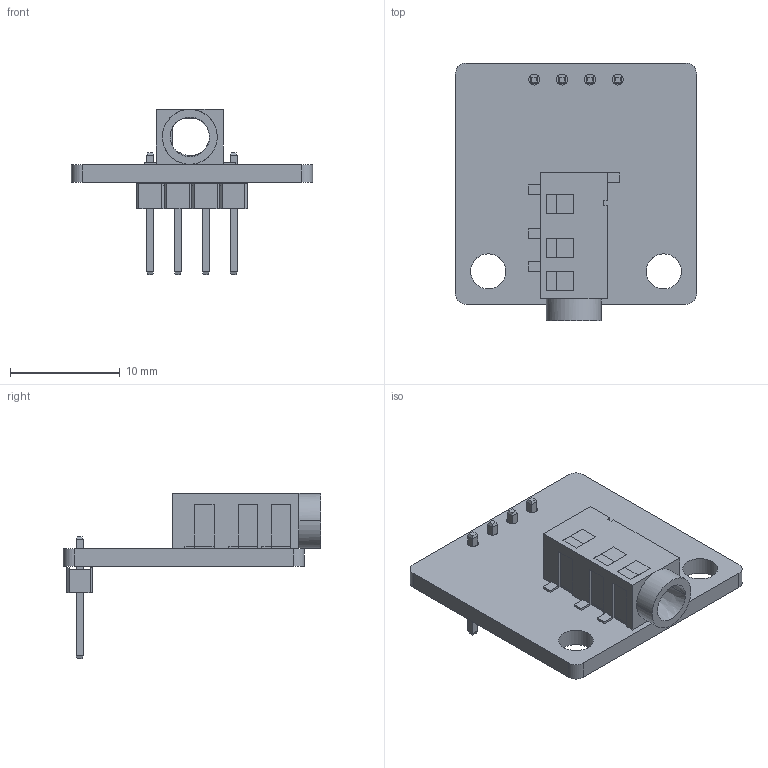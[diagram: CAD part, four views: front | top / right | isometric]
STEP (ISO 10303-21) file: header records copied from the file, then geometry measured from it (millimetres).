
FILE_DESCRIPTION(('KiCad electronic assembly'),'2;1');
FILE_NAME('3.5mm_Jack_breakout_3D.step','2022-01-24T10:23:57',('Pcbnew') ,('Kicad'),'Open CASCADE STEP processor 7.5','KiCad to STEP converter' ,'Unknown');
FILE_SCHEMA(('AUTOMOTIVE_DESIGN { 1 0 10303 214 1 1 1 1 }'));
Length unit declared in the file: millimetre
Products named in the file (6): 3.5mm_Jack_breakout_3D 1; 3.5mm audio jack; COMPOUND; 4x_Male_Pin_2.54_mm
Assembly tree (5 placements, depth 3):
  3.5mm_Jack_breakout_3D 1
    3.5mm audio jack
      COMPOUND
    4x_Male_Pin_2.54_mm
      COMPOUND
    COMPOUND
Bounding box: 22 x 23.52 x 15.06 mm (x, y, z)
Volume: 1050.4 mm3; surface area: 2001 mm2
Topology: 16 solids, 16 shells, 266 faces, 637 edges, 406 vertices
Faces by surface type: bspline 248, cylinder 12, plane 6
Full cylindrical faces by diameter (mm): 1 x6, 3.2 x2
Entity records: 15264 total; most frequent: CARTESIAN_POINT 5370, B_SPLINE_CURVE_WITH_KNOTS 1691, ORIENTED_EDGE 1266, PCURVE 1266, DEFINITIONAL_REPRESENTATION 1266, EDGE_CURVE 633, SURFACE_CURVE 625, VERTEX_POINT 406
